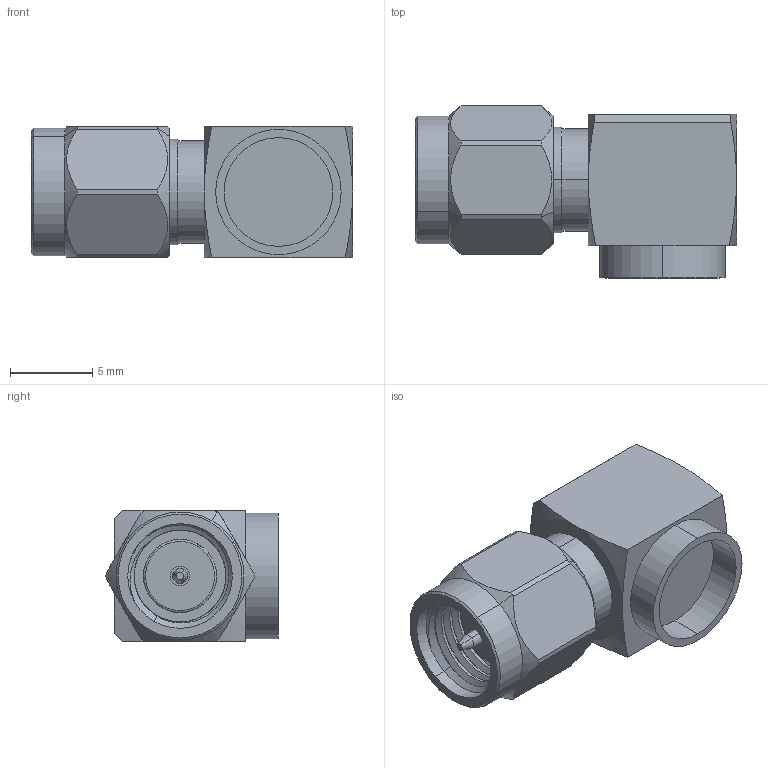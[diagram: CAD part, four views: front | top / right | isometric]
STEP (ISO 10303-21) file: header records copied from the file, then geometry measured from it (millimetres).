
FILE_DESCRIPTION (( 'STEP AP214' ), '1' );
FILE_NAME ('FMCN1719.step', '2021-01-28T21:31:43', ( '' ), ( '' ), 'SwSTEP 2.0', 'SolidWorks 2018', '' );
FILE_SCHEMA (( 'AUTOMOTIVE_DESIGN' ));
Length unit declared in the file: inch
Products named in the file (1): FMCN1719
Bounding box: 19.5 x 10.45 x 8 mm (x, y, z)
Volume: 988.9 mm3; surface area: 973 mm2
Topology: 1 solids, 1 shells, 90 faces, 211 edges, 134 vertices
Faces by surface type: cylinder 41, plane 25, cone 19, bspline 5
Entity records: 4676 total; most frequent: CARTESIAN_POINT 2677, ORIENTED_EDGE 422, DIRECTION 391, EDGE_CURVE 211, AXIS2_PLACEMENT_3D 164, VERTEX_POINT 134, EDGE_LOOP 101, FACE_OUTER_BOUND 90
